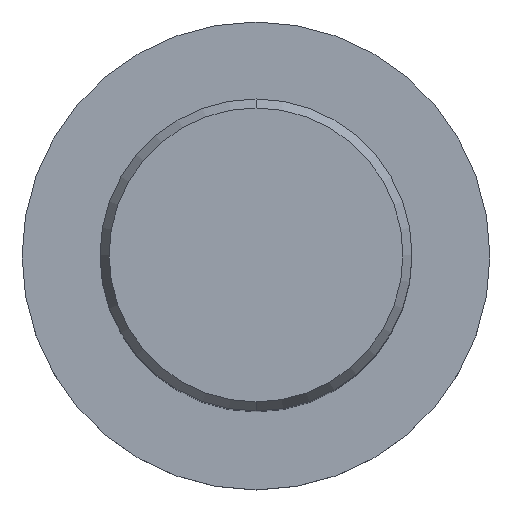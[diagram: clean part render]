
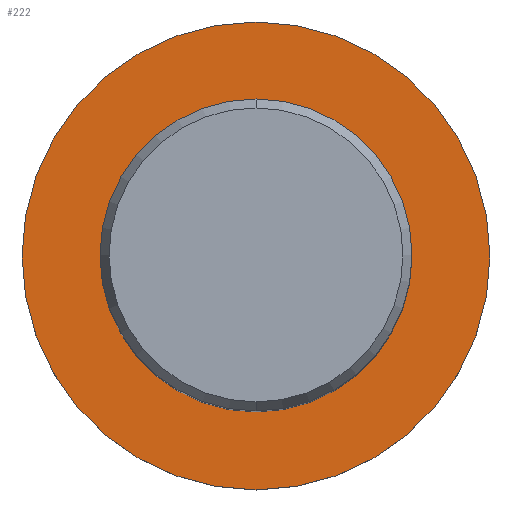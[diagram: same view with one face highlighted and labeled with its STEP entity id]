
A CAD part, top view. The second image highlights one B-rep face of the part: STEP entity #222.
In plain terms, the highlighted planar face has unit normal (0, 0, 1).
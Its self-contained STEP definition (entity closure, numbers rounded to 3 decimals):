
#222=ADVANCED_FACE('',(#560,#561),#562,.T.);
#246=EDGE_CURVE('',#296,#406,#590,.T.);
#262=EDGE_CURVE('',#406,#296,#607,.T.);
#268=EDGE_CURVE('',#454,#434,#613,.T.);
#296=VERTEX_POINT('',#645);
#406=VERTEX_POINT('',#761);
#418=EDGE_CURVE('',#434,#454,#773,.T.);
#434=VERTEX_POINT('',#791);
#454=VERTEX_POINT('',#812);
#560=FACE_BOUND('',#925,.T.);
#561=FACE_OUTER_BOUND('',#926,.T.);
#562=PLANE('',#927);
#590=CIRCLE('',#962,24.0);
#607=CIRCLE('',#1037,24.0);
#613=CIRCLE('',#1046,16.0);
#645=CARTESIAN_POINT('',(0.,-24.0,-60.0));
#761=CARTESIAN_POINT('',(0.0,24.0,-60.0));
#773=CIRCLE('',#1350,16.0);
#791=CARTESIAN_POINT('',(0.,-16.0,-60.0));
#812=CARTESIAN_POINT('',(0.0,16.0,-60.0));
#925=EDGE_LOOP('',(#1656,#1657));
#926=EDGE_LOOP('',(#1658,#1659));
#927=AXIS2_PLACEMENT_3D('',#1660,#1661,#1662);
#962=AXIS2_PLACEMENT_3D('',#1705,#1706,#1707);
#1037=AXIS2_PLACEMENT_3D('',#1730,#1731,#1732);
#1046=AXIS2_PLACEMENT_3D('',#1734,#1735,#1736);
#1350=AXIS2_PLACEMENT_3D('',#1897,#1898,#1899);
#1656=ORIENTED_EDGE('',*,*,#268,.T.);
#1657=ORIENTED_EDGE('',*,*,#418,.T.);
#1658=ORIENTED_EDGE('',*,*,#262,.F.);
#1659=ORIENTED_EDGE('',*,*,#246,.F.);
#1660=CARTESIAN_POINT('',(0.0,12.0,-60.0));
#1661=DIRECTION('',(-0.0,0.0,1.0));
#1662=DIRECTION('',(0.0,-1.0,0.0));
#1705=CARTESIAN_POINT('',(0.0,0.0,-60.0));
#1706=DIRECTION('',(0.0,0.0,-1.0));
#1707=DIRECTION('',(0.0,1.0,0.0));
#1730=CARTESIAN_POINT('',(0.0,0.0,-60.0));
#1731=DIRECTION('',(0.0,0.0,-1.0));
#1732=DIRECTION('',(0.0,1.0,0.0));
#1734=CARTESIAN_POINT('',(0.0,0.0,-60.0));
#1735=DIRECTION('',(-0.0,0.0,-1.0));
#1736=DIRECTION('',(0.0,1.0,0.0));
#1897=CARTESIAN_POINT('',(0.0,0.0,-60.0));
#1898=DIRECTION('',(-0.0,0.0,-1.0));
#1899=DIRECTION('',(0.0,1.0,0.0));
